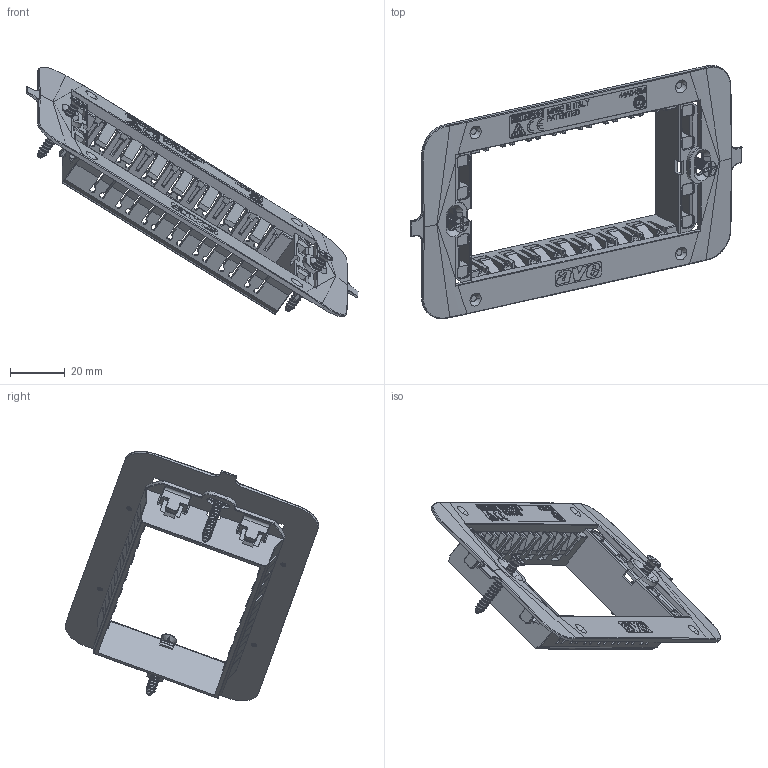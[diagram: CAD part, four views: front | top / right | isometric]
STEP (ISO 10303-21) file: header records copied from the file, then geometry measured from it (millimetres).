
FILE_DESCRIPTION(('CATIA V5 STEP Exchange'),'2;1');
FILE_NAME('44A04SM.stp','2023-09-26T13:16:29+00:00',('none'),('none'),'CATIA Version 5-6 Release 2016 SP6','CATIA V5 STEP AP203','none');
FILE_SCHEMA(('CONFIG_CONTROL_DESIGN'));
Products named in the file (1): 44A04SM
Assembly tree (4 placements, depth 2):
  44A04SM
    #57
    #90209  x2
    #103401
Bounding box: 121.39 x 92.75 x 91.21 mm (x, y, z)
Volume: 16477 mm3; surface area: 24057.3 mm2
Topology: 3 solids, 3 shells, 3210 faces, 8704 edges, 5483 vertices
Faces by surface type: plane 1815, cylinder 643, bspline 544, cone 112, torus 48, sphere 28, extrusion 20
Entity records: 103138 total; most frequent: CARTESIAN_POINT 38452, ORIENTED_EDGE 15826, DIRECTION 9480, EDGE_CURVE 7913, VECTOR 5245, LINE 5225, VERTEX_POINT 5046, EDGE_LOOP 2973
